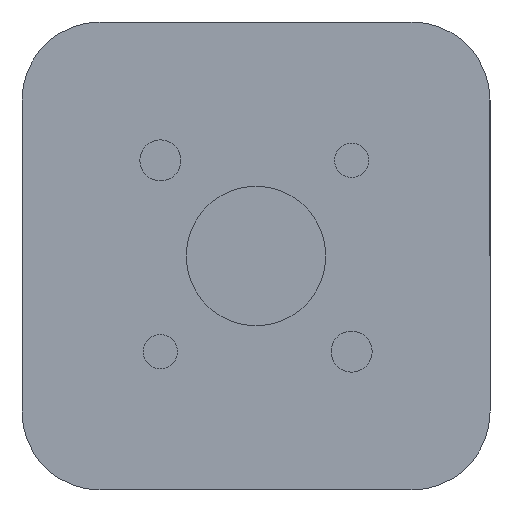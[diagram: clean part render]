
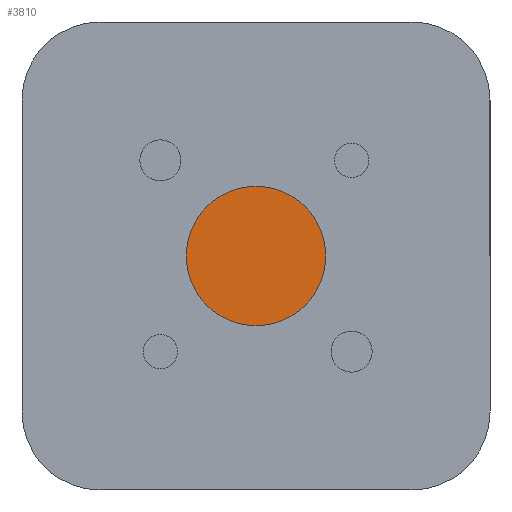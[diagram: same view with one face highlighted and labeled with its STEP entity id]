
A CAD part, left-side view. The second image highlights one B-rep face of the part: STEP entity #3810.
In plain terms, the highlighted planar face has unit normal (-1, 0, 0).
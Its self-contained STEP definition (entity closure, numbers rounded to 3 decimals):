
#188 = ORIENTED_EDGE ( 'NONE', *, *, #1420, .T. ) ;
#189 = ORIENTED_EDGE ( 'NONE', *, *, #1435, .T. ) ;
#1420 = EDGE_CURVE ( 'NONE', #2736, #2737, #6153, .T. ) ;
#1435 = EDGE_CURVE ( 'NONE', #2737, #2736, #6197, .T. ) ;
#1929 = AXIS2_PLACEMENT_3D ( 'NONE', #5722, #5731, #5732 ) ;
#1938 = AXIS2_PLACEMENT_3D ( 'NONE', #5765, #5772, #5773 ) ;
#2234 = AXIS2_PLACEMENT_3D ( 'NONE', #9975, #9984, #9985 ) ;
#2736 = VERTEX_POINT ( 'NONE', #9245 ) ;
#2737 = VERTEX_POINT ( 'NONE', #9246 ) ;
#3810 = ADVANCED_FACE ( 'NONE', ( #7255 ), #9825, .F. ) ;
#5722 = CARTESIAN_POINT ( 'NONE',  ( -21.321, 0., 0. ) ) ;
#5731 = DIRECTION ( 'NONE',  ( -1., 0., 0. ) ) ;
#5732 = DIRECTION ( 'NONE',  ( 0., 0., 1. ) ) ;
#5765 = CARTESIAN_POINT ( 'NONE',  ( -21.321, 0., 0. ) ) ;
#5772 = DIRECTION ( 'NONE',  ( -1., 0., 0. ) ) ;
#5773 = DIRECTION ( 'NONE',  ( 0., 0., 1. ) ) ;
#6153 = CIRCLE ( 'NONE', #1929, 8.5 ) ;
#6197 = CIRCLE ( 'NONE', #1938, 8.5 ) ;
#7255 = FACE_OUTER_BOUND ( 'NONE', #8319, .T. ) ;
#8319 = EDGE_LOOP ( 'NONE', ( #189, #188 ) ) ;
#9245 = CARTESIAN_POINT ( 'NONE',  ( -21.321, 0., -8.5 ) ) ;
#9246 = CARTESIAN_POINT ( 'NONE',  ( -21.321, 0., 8.5 ) ) ;
#9825 = PLANE ( 'NONE',  #2234 ) ;
#9975 = CARTESIAN_POINT ( 'NONE',  ( -21.321, 8.5, 0. ) ) ;
#9984 = DIRECTION ( 'NONE',  ( 1., 0., 0. ) ) ;
#9985 = DIRECTION ( 'NONE',  ( 0., 0., -1. ) ) ;
